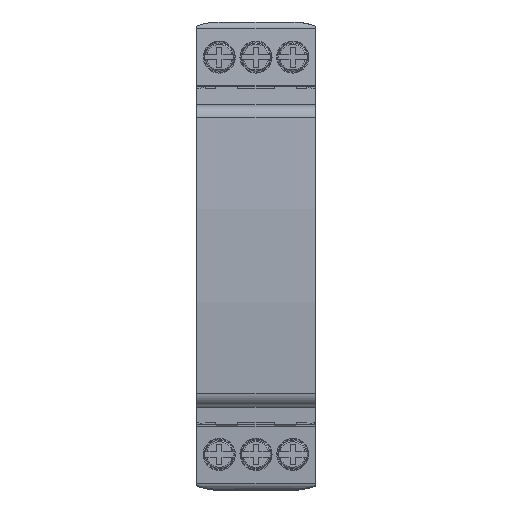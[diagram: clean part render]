
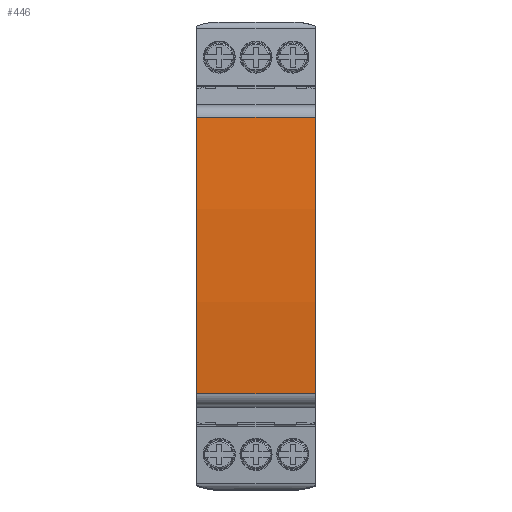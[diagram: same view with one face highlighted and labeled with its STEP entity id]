
A CAD part, top view. The second image highlights one B-rep face of the part: STEP entity #446.
In plain terms, the highlighted cylindrical face has radius 200 mm (diameter 400 mm), a partial arc.
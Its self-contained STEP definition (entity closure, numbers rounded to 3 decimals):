
#446 = ADVANCED_FACE( '', ( #1030 ), #1031, .T. );
#1030 = FACE_OUTER_BOUND( '', #1879, .T. );
#1031 = CYLINDRICAL_SURFACE( '', #1880, 200. );
#1879 = EDGE_LOOP( '', ( #3867, #3868, #3869, #3870 ) );
#1880 = AXIS2_PLACEMENT_3D( '', #3871, #3872, #3873 );
#3867 = ORIENTED_EDGE( '', *, *, #6520, .T. );
#3868 = ORIENTED_EDGE( '', *, *, #6521, .T. );
#3869 = ORIENTED_EDGE( '', *, *, #6518, .F. );
#3870 = ORIENTED_EDGE( '', *, *, #6048, .T. );
#3871 = CARTESIAN_POINT( '', ( -136.12, 0., 10. ) );
#3872 = DIRECTION( '', ( 0., 0., 1. ) );
#3873 = DIRECTION( '', ( -1., 0., 0. ) );
#6048 = EDGE_CURVE( '', #7295, #7293, #7296, .T. );
#6518 = EDGE_CURVE( '', #7295, #8075, #8076, .T. );
#6520 = EDGE_CURVE( '', #7293, #8078, #8079, .T. );
#6521 = EDGE_CURVE( '', #8078, #8075, #8080, .T. );
#7293 = VERTEX_POINT( '', #9357 );
#7295 = VERTEX_POINT( '', #9359 );
#7296 = CIRCLE( '', #9360, 200. );
#8075 = VERTEX_POINT( '', #10510 );
#8076 = LINE( '', #10511, #10512 );
#8078 = VERTEX_POINT( '', #10514 );
#8079 = LINE( '', #10515, #10516 );
#8080 = CIRCLE( '', #10517, 200. );
#9357 = CARTESIAN_POINT( '', ( 62.805, -20.707, 8.87 ) );
#9359 = CARTESIAN_POINT( '', ( 62.805, 20.707, 8.87 ) );
#9360 = AXIS2_PLACEMENT_3D( '', #12329, #12330, #12331 );
#10510 = CARTESIAN_POINT( '', ( 62.805, 20.707, -8.87 ) );
#10511 = CARTESIAN_POINT( '', ( 62.805, 20.707, 10. ) );
#10512 = VECTOR( '', #13020, 1000. );
#10514 = CARTESIAN_POINT( '', ( 62.805, -20.707, -8.87 ) );
#10515 = CARTESIAN_POINT( '', ( 62.805, -20.707, 10. ) );
#10516 = VECTOR( '', #13024, 1000. );
#10517 = AXIS2_PLACEMENT_3D( '', #13025, #13026, #13027 );
#12329 = CARTESIAN_POINT( '', ( -136.12, 0., 8.87 ) );
#12330 = DIRECTION( '', ( 0., 0., -1. ) );
#12331 = DIRECTION( '', ( -1., 0., 0. ) );
#13020 = DIRECTION( '', ( 0., 0., -1. ) );
#13024 = DIRECTION( '', ( 0., 0., -1. ) );
#13025 = CARTESIAN_POINT( '', ( -136.12, 0., -8.87 ) );
#13026 = DIRECTION( '', ( 0., 0., 1. ) );
#13027 = DIRECTION( '', ( 1., 0., 0. ) );
